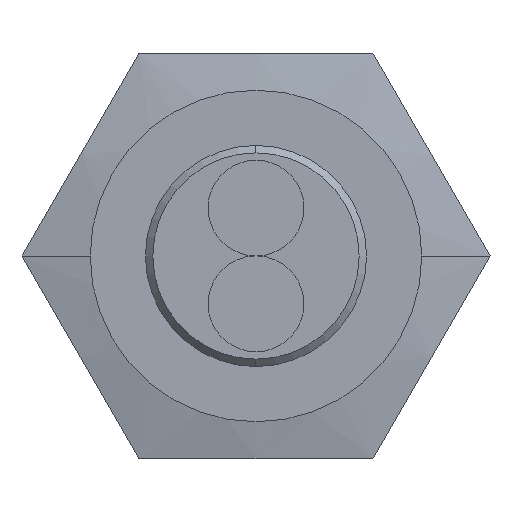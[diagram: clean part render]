
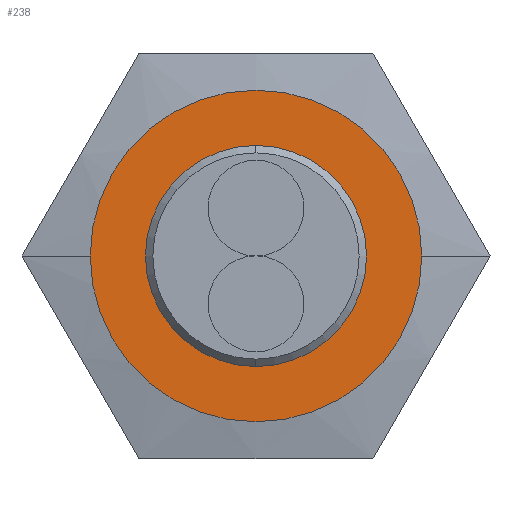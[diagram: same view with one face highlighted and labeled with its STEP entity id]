
A CAD part, left-side view. The second image highlights one B-rep face of the part: STEP entity #238.
In plain terms, the highlighted planar face has unit normal (-1, 0, 0).
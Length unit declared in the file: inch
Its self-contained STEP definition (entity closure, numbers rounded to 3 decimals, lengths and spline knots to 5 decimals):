
#20 = CARTESIAN_POINT ( 'NONE',  ( 0.44882, 0., 0. ) ) ;
#22 = DIRECTION ( 'NONE',  ( 1., 0., 0. ) ) ;
#29 = DIRECTION ( 'NONE',  ( 0., 1., 0. ) ) ;
#30 = DIRECTION ( 'NONE',  ( 0., 1., 0. ) ) ;
#32 = DIRECTION ( 'NONE',  ( 1., 0., 0. ) ) ;
#33 = CARTESIAN_POINT ( 'NONE',  ( 0.44882, 0., 0. ) ) ;
#44 = CARTESIAN_POINT ( 'NONE',  ( 0.44882, 0., 0.05906 ) ) ;
#57 = EDGE_LOOP ( 'NONE', ( #661, #189 ) ) ;
#116 = EDGE_LOOP ( 'NONE', ( #632, #440 ) ) ;
#167 = AXIS2_PLACEMENT_3D ( 'NONE', #1051, #1047, #1045 ) ;
#186 = AXIS2_PLACEMENT_3D ( 'NONE', #33, #32, #30 ) ;
#189 = ORIENTED_EDGE ( 'NONE', *, *, #712, .T. ) ;
#220 = AXIS2_PLACEMENT_3D ( 'NONE', #539, #386, #416 ) ;
#235 = CARTESIAN_POINT ( 'NONE',  ( 0.44882, -0.08858, 0. ) ) ;
#238 = ADVANCED_FACE ( 'NONE', ( #586, #585 ), #465, .T. ) ;
#258 = AXIS2_PLACEMENT_3D ( 'NONE', #20, #22, #29 ) ;
#269 = CIRCLE ( 'NONE', #167, 0.05906 ) ;
#310 = CARTESIAN_POINT ( 'NONE',  ( 0.44882, 0.08858, 0. ) ) ;
#344 = CIRCLE ( 'NONE', #186, 0.08858 ) ;
#352 = AXIS2_PLACEMENT_3D ( 'NONE', #435, #432, #428 ) ;
#365 = CIRCLE ( 'NONE', #258, 0.08858 ) ;
#374 = VERTEX_POINT ( 'NONE', #44 ) ;
#386 = DIRECTION ( 'NONE',  ( 1., 0., 0. ) ) ;
#416 = DIRECTION ( 'NONE',  ( 0., 0., 1. ) ) ;
#428 = DIRECTION ( 'NONE',  ( 0., -1., 0. ) ) ;
#432 = DIRECTION ( 'NONE',  ( -1., 0., 0. ) ) ;
#435 = CARTESIAN_POINT ( 'NONE',  ( 0.44882, 0.18753, -0.10827 ) ) ;
#437 = CIRCLE ( 'NONE', #220, 0.05906 ) ;
#438 = EDGE_CURVE ( 'NONE', #575, #776, #365, .T. ) ;
#440 = ORIENTED_EDGE ( 'NONE', *, *, #825, .F. ) ;
#465 = PLANE ( 'NONE',  #352 ) ;
#539 = CARTESIAN_POINT ( 'NONE',  ( 0.44882, 0., 0. ) ) ;
#575 = VERTEX_POINT ( 'NONE', #310 ) ;
#585 = FACE_OUTER_BOUND ( 'NONE', #116, .T. ) ;
#586 = FACE_BOUND ( 'NONE', #57, .T. ) ;
#632 = ORIENTED_EDGE ( 'NONE', *, *, #438, .F. ) ;
#661 = ORIENTED_EDGE ( 'NONE', *, *, #914, .T. ) ;
#712 = EDGE_CURVE ( 'NONE', #1039, #374, #437, .T. ) ;
#776 = VERTEX_POINT ( 'NONE', #235 ) ;
#825 = EDGE_CURVE ( 'NONE', #776, #575, #344, .T. ) ;
#872 = CARTESIAN_POINT ( 'NONE',  ( 0.44882, 0., -0.05906 ) ) ;
#914 = EDGE_CURVE ( 'NONE', #374, #1039, #269, .T. ) ;
#1039 = VERTEX_POINT ( 'NONE', #872 ) ;
#1045 = DIRECTION ( 'NONE',  ( 0., 0., 1. ) ) ;
#1047 = DIRECTION ( 'NONE',  ( 1., 0., 0. ) ) ;
#1051 = CARTESIAN_POINT ( 'NONE',  ( 0.44882, 0., 0. ) ) ;
